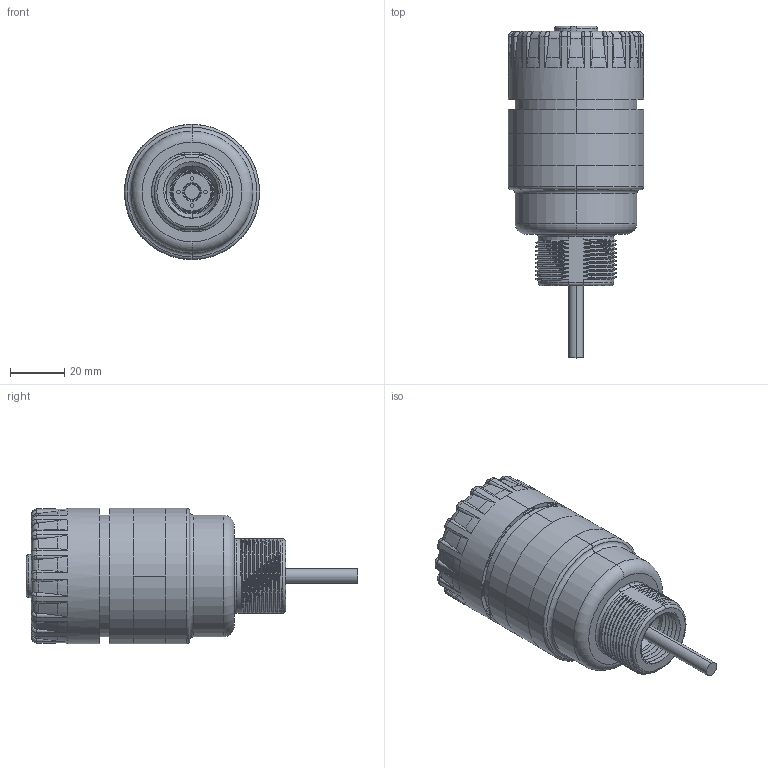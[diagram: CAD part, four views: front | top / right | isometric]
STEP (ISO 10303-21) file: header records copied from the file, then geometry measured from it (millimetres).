
FILE_DESCRIPTION((''),'2;1');
FILE_NAME('160277_ASM','2014-06-26T',('pdmadmin'),(''),'PRO/ENGINEER BY PARAMETRIC TECHNOLOGY CORPORATION, 2013230','PRO/ENGINEER BY PARAMETRIC TECHNOLOGY CORPORATION, 2013230','');
FILE_SCHEMA(('CONFIG_CONTROL_DESIGN'));
Products named in the file (9): 159072; 62676; 62677; CABLE_215; 158231_WEB; 158950; 143281_WEB_MODEL; 143282; 160277_ASM
Assembly tree (8 placements, depth 2):
  160277_ASM
    159072
    62676
    62677
    CABLE_215
    158231_WEB
    158950
    143281_WEB_MODEL
    143282
Bounding box: 50 x 122.85 x 50 mm (x, y, z)
Volume: 58555.8 mm3; surface area: 56946.2 mm2
Topology: 8 solids, 8 shells, 1186 faces, 3023 edges, 1899 vertices
Faces by surface type: cylinder 421, plane 295, torus 214, bspline 164, cone 92
Entity records: 67833 total; most frequent: CARTESIAN_POINT 39776, ORIENTED_EDGE 6042, DIRECTION 5689, EDGE_CURVE 3021, AXIS2_PLACEMENT_3D 2319, VERTEX_POINT 1899, CIRCLE 1280, EDGE_LOOP 1262
